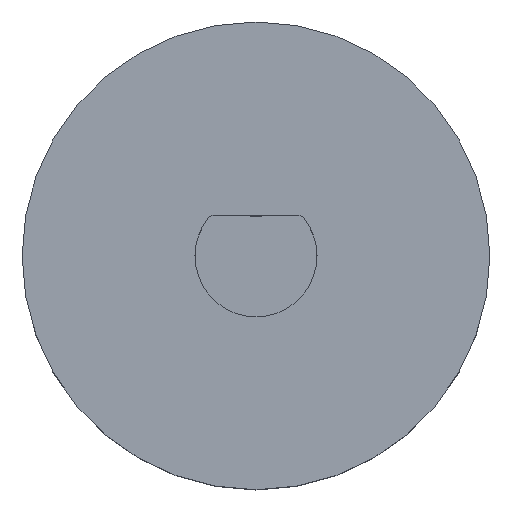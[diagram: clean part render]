
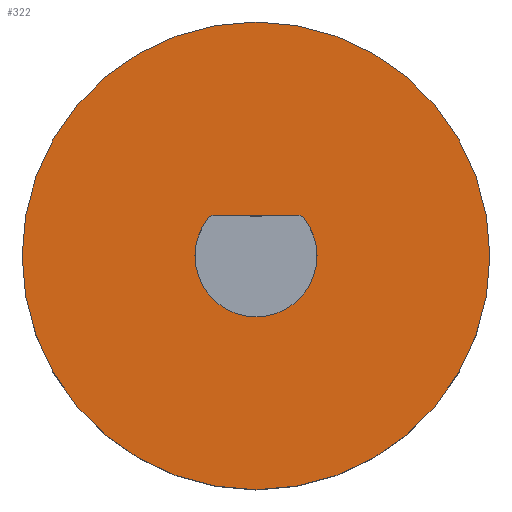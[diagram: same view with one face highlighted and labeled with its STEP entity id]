
A CAD part, top view. The second image highlights one B-rep face of the part: STEP entity #322.
In plain terms, the highlighted planar face has unit normal (0, 0, 1).
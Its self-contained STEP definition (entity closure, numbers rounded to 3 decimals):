
#24 = ORIENTED_EDGE ( 'NONE', *, *, #104, .F. ) ;
#38 = DIRECTION ( 'NONE',  ( 1., 0., 0. ) ) ;
#41 = DIRECTION ( 'NONE',  ( 0., 0., 1. ) ) ;
#56 = VECTOR ( 'NONE', #243, 1000. ) ;
#59 = CARTESIAN_POINT ( 'NONE',  ( 0., 0., 2.25 ) ) ;
#61 = EDGE_LOOP ( 'NONE', ( #810, #962 ) ) ;
#85 = DIRECTION ( 'NONE',  ( 1., 0., 0. ) ) ;
#97 = EDGE_CURVE ( 'NONE', #897, #297, #667, .T. ) ;
#104 = EDGE_CURVE ( 'NONE', #931, #629, #846, .T. ) ;
#117 = CARTESIAN_POINT ( 'NONE',  ( 0., 0., 2.25 ) ) ;
#120 = CARTESIAN_POINT ( 'NONE',  ( 1.182, 0.923, 2.25 ) ) ;
#128 = DIRECTION ( 'NONE',  ( 1., 0., 0. ) ) ;
#135 = FACE_BOUND ( 'NONE', #222, .T. ) ;
#143 = CIRCLE ( 'NONE', #509, 5.75 ) ;
#158 = AXIS2_PLACEMENT_3D ( 'NONE', #942, #187, #128 ) ;
#183 = ORIENTED_EDGE ( 'NONE', *, *, #559, .F. ) ;
#187 = DIRECTION ( 'NONE',  ( 0., 0., 1. ) ) ;
#202 = CARTESIAN_POINT ( 'NONE',  ( -1.182, 0.923, 2.25 ) ) ;
#222 = EDGE_LOOP ( 'NONE', ( #766, #877, #183, #711, #24, #975 ) ) ;
#236 = DIRECTION ( 'NONE',  ( 1., 0., 0. ) ) ;
#243 = DIRECTION ( 'NONE',  ( -1., 0., 0. ) ) ;
#297 = VERTEX_POINT ( 'NONE', #984 ) ;
#300 = CIRCLE ( 'NONE', #565, 1.5 ) ;
#322 = ADVANCED_FACE ( 'NONE', ( #393, #135 ), #654, .T. ) ;
#366 = CARTESIAN_POINT ( 'NONE',  ( 0., 0., 2.25 ) ) ;
#393 = FACE_OUTER_BOUND ( 'NONE', #61, .T. ) ;
#456 = DIRECTION ( 'NONE',  ( 1., 0., 0. ) ) ;
#459 = VERTEX_POINT ( 'NONE', #621 ) ;
#464 = CARTESIAN_POINT ( 'NONE',  ( 0., 0., 2.25 ) ) ;
#473 = VERTEX_POINT ( 'NONE', #120 ) ;
#489 = AXIS2_PLACEMENT_3D ( 'NONE', #59, #905, #236 ) ;
#501 = CARTESIAN_POINT ( 'NONE',  ( 1.025, 1., 2.25 ) ) ;
#509 = AXIS2_PLACEMENT_3D ( 'NONE', #989, #41, #727 ) ;
#510 = EDGE_CURVE ( 'NONE', #629, #561, #722, .T. ) ;
#521 = CARTESIAN_POINT ( 'NONE',  ( 1.025, 0.8, 2.25 ) ) ;
#534 = DIRECTION ( 'NONE',  ( 0., 0., 1. ) ) ;
#540 = DIRECTION ( 'NONE',  ( 0., 0., 1. ) ) ;
#559 = EDGE_CURVE ( 'NONE', #561, #473, #300, .T. ) ;
#561 = VERTEX_POINT ( 'NONE', #792 ) ;
#565 = AXIS2_PLACEMENT_3D ( 'NONE', #366, #534, #456 ) ;
#620 = AXIS2_PLACEMENT_3D ( 'NONE', #521, #860, #85 ) ;
#621 = CARTESIAN_POINT ( 'NONE',  ( -1.025, 1., 2.25 ) ) ;
#629 = VERTEX_POINT ( 'NONE', #1082 ) ;
#654 = PLANE ( 'NONE',  #489 ) ;
#667 = CIRCLE ( 'NONE', #1037, 5.75 ) ;
#703 = DIRECTION ( 'NONE',  ( 0., 0., 1. ) ) ;
#706 = CIRCLE ( 'NONE', #1042, 0.2 ) ;
#707 = EDGE_CURVE ( 'NONE', #297, #897, #143, .T. ) ;
#711 = ORIENTED_EDGE ( 'NONE', *, *, #510, .F. ) ;
#722 = CIRCLE ( 'NONE', #158, 1.5 ) ;
#727 = DIRECTION ( 'NONE',  ( 1., 0., 0. ) ) ;
#766 = ORIENTED_EDGE ( 'NONE', *, *, #1016, .F. ) ;
#784 = VERTEX_POINT ( 'NONE', #501 ) ;
#792 = CARTESIAN_POINT ( 'NONE',  ( 1.5, 0., 2.25 ) ) ;
#810 = ORIENTED_EDGE ( 'NONE', *, *, #707, .T. ) ;
#827 = EDGE_CURVE ( 'NONE', #473, #784, #903, .T. ) ;
#833 = LINE ( 'NONE', #987, #56 ) ;
#846 = CIRCLE ( 'NONE', #886, 1.5 ) ;
#860 = DIRECTION ( 'NONE',  ( 0., 0., 1. ) ) ;
#877 = ORIENTED_EDGE ( 'NONE', *, *, #827, .F. ) ;
#886 = AXIS2_PLACEMENT_3D ( 'NONE', #464, #540, #38 ) ;
#897 = VERTEX_POINT ( 'NONE', #1053 ) ;
#903 = CIRCLE ( 'NONE', #620, 0.2 ) ;
#905 = DIRECTION ( 'NONE',  ( 0., 0., 1. ) ) ;
#931 = VERTEX_POINT ( 'NONE', #202 ) ;
#938 = EDGE_CURVE ( 'NONE', #459, #931, #706, .T. ) ;
#942 = CARTESIAN_POINT ( 'NONE',  ( 0., 0., 2.25 ) ) ;
#962 = ORIENTED_EDGE ( 'NONE', *, *, #97, .T. ) ;
#975 = ORIENTED_EDGE ( 'NONE', *, *, #938, .F. ) ;
#984 = CARTESIAN_POINT ( 'NONE',  ( 5.75, 0., 2.25 ) ) ;
#987 = CARTESIAN_POINT ( 'NONE',  ( -1.025, 1., 2.25 ) ) ;
#989 = CARTESIAN_POINT ( 'NONE',  ( 0., 0., 2.25 ) ) ;
#1016 = EDGE_CURVE ( 'NONE', #784, #459, #833, .T. ) ;
#1036 = CARTESIAN_POINT ( 'NONE',  ( -1.025, 0.8, 2.25 ) ) ;
#1037 = AXIS2_PLACEMENT_3D ( 'NONE', #117, #703, #1041 ) ;
#1041 = DIRECTION ( 'NONE',  ( 1., 0., 0. ) ) ;
#1042 = AXIS2_PLACEMENT_3D ( 'NONE', #1036, #1043, #1059 ) ;
#1043 = DIRECTION ( 'NONE',  ( 0., 0., 1. ) ) ;
#1053 = CARTESIAN_POINT ( 'NONE',  ( -5.75, 0., 2.25 ) ) ;
#1059 = DIRECTION ( 'NONE',  ( -1., 0., 0. ) ) ;
#1082 = CARTESIAN_POINT ( 'NONE',  ( -1.5, 0., 2.25 ) ) ;
